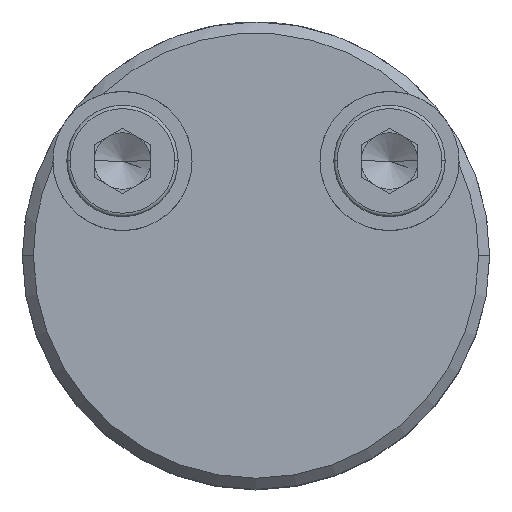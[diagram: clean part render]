
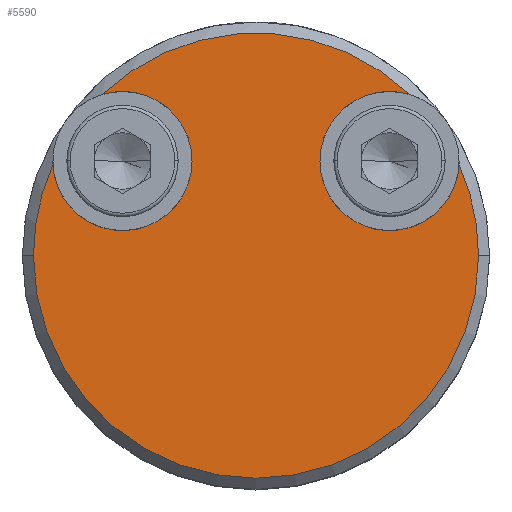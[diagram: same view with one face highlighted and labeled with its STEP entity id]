
A CAD part, top view. The second image highlights one B-rep face of the part: STEP entity #5590.
In plain terms, the highlighted planar face has unit normal (0, 0, 1).
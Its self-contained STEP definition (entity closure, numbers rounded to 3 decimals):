
#234 = DIRECTION ( 'NONE',  ( 1., 0., 0. ) ) ;
#408 = DIRECTION ( 'NONE',  ( -1., 0., 0. ) ) ;
#424 = VERTEX_POINT ( 'NONE', #6852 ) ;
#517 = CIRCLE ( 'NONE', #3042, 6.25 ) ;
#675 = DIRECTION ( 'NONE',  ( 0., 0., 1. ) ) ;
#996 = CARTESIAN_POINT ( 'NONE',  ( 0., 0., 35. ) ) ;
#1007 = DIRECTION ( 'NONE',  ( 0., 0., 1. ) ) ;
#1031 = ORIENTED_EDGE ( 'NONE', *, *, #8603, .F. ) ;
#1055 = EDGE_CURVE ( 'NONE', #3759, #2285, #517, .T. ) ;
#1074 = ORIENTED_EDGE ( 'NONE', *, *, #3629, .T. ) ;
#1233 = ORIENTED_EDGE ( 'NONE', *, *, #9008, .T. ) ;
#1337 = VERTEX_POINT ( 'NONE', #2330 ) ;
#1382 = VERTEX_POINT ( 'NONE', #2779 ) ;
#1597 = DIRECTION ( 'NONE',  ( -1., 0., 0. ) ) ;
#1656 = DIRECTION ( 'NONE',  ( 1., 0., 0. ) ) ;
#1706 = DIRECTION ( 'NONE',  ( -1., 0., 0. ) ) ;
#1996 = CIRCLE ( 'NONE', #7153, 20. ) ;
#2285 = VERTEX_POINT ( 'NONE', #8710 ) ;
#2330 = CARTESIAN_POINT ( 'NONE',  ( 13.786, 14.489, 35. ) ) ;
#2418 = CARTESIAN_POINT ( 'NONE',  ( 0., 0., 35. ) ) ;
#2426 = DIRECTION ( 'NONE',  ( 0., 0., 1. ) ) ;
#2656 = AXIS2_PLACEMENT_3D ( 'NONE', #8394, #8487, #4995 ) ;
#2699 = ORIENTED_EDGE ( 'NONE', *, *, #1055, .F. ) ;
#2779 = CARTESIAN_POINT ( 'NONE',  ( 20., 0., 35. ) ) ;
#2915 = AXIS2_PLACEMENT_3D ( 'NONE', #8019, #5034, #6598 ) ;
#2932 = CARTESIAN_POINT ( 'NONE',  ( 0., 0., 35. ) ) ;
#3042 = AXIS2_PLACEMENT_3D ( 'NONE', #4525, #1007, #1656 ) ;
#3629 = EDGE_CURVE ( 'NONE', #1337, #424, #1996, .T. ) ;
#3703 = ORIENTED_EDGE ( 'NONE', *, *, #4523, .T. ) ;
#3753 = CIRCLE ( 'NONE', #7856, 6.25 ) ;
#3759 = VERTEX_POINT ( 'NONE', #8177 ) ;
#3900 = EDGE_CURVE ( 'NONE', #1337, #3759, #8632, .T. ) ;
#3902 = EDGE_CURVE ( 'NONE', #6281, #1382, #4378, .T. ) ;
#3914 = CARTESIAN_POINT ( 'NONE',  ( 0., 0., 35. ) ) ;
#3960 = AXIS2_PLACEMENT_3D ( 'NONE', #3914, #6723, #408 ) ;
#4043 = AXIS2_PLACEMENT_3D ( 'NONE', #5762, #5855, #5898 ) ;
#4071 = VERTEX_POINT ( 'NONE', #8799 ) ;
#4335 = AXIS2_PLACEMENT_3D ( 'NONE', #2418, #5147, #1597 ) ;
#4368 = CARTESIAN_POINT ( 'NONE',  ( -5.75, 8.5, 35. ) ) ;
#4378 = CIRCLE ( 'NONE', #5247, 20. ) ;
#4523 = EDGE_CURVE ( 'NONE', #4071, #6281, #5876, .T. ) ;
#4525 = CARTESIAN_POINT ( 'NONE',  ( 12., 8.5, 35. ) ) ;
#4536 = ORIENTED_EDGE ( 'NONE', *, *, #3902, .T. ) ;
#4995 = DIRECTION ( 'NONE',  ( -1., 0., 0. ) ) ;
#5034 = DIRECTION ( 'NONE',  ( 0., 0., 1. ) ) ;
#5147 = DIRECTION ( 'NONE',  ( 0., 0., 1. ) ) ;
#5180 = CARTESIAN_POINT ( 'NONE',  ( -20., 0., 35. ) ) ;
#5247 = AXIS2_PLACEMENT_3D ( 'NONE', #2932, #675, #1706 ) ;
#5590 = ADVANCED_FACE ( 'NONE', ( #5679 ), #7027, .F. ) ;
#5679 = FACE_OUTER_BOUND ( 'NONE', #8992, .T. ) ;
#5762 = CARTESIAN_POINT ( 'NONE',  ( -12., 8.5, 35. ) ) ;
#5855 = DIRECTION ( 'NONE',  ( 0., 0., 1. ) ) ;
#5876 = CIRCLE ( 'NONE', #3960, 20. ) ;
#5898 = DIRECTION ( 'NONE',  ( 1., 0., 0. ) ) ;
#6035 = EDGE_CURVE ( 'NONE', #4071, #8806, #3753, .T. ) ;
#6281 = VERTEX_POINT ( 'NONE', #5180 ) ;
#6598 = DIRECTION ( 'NONE',  ( 1., 0., 0. ) ) ;
#6723 = DIRECTION ( 'NONE',  ( 0., 0., 1. ) ) ;
#6852 = CARTESIAN_POINT ( 'NONE',  ( -13.786, 14.489, 35. ) ) ;
#7027 = PLANE ( 'NONE',  #2656 ) ;
#7133 = CIRCLE ( 'NONE', #4335, 20. ) ;
#7153 = AXIS2_PLACEMENT_3D ( 'NONE', #996, #2426, #8726 ) ;
#7699 = ORIENTED_EDGE ( 'NONE', *, *, #6035, .F. ) ;
#7856 = AXIS2_PLACEMENT_3D ( 'NONE', #7883, #8569, #234 ) ;
#7883 = CARTESIAN_POINT ( 'NONE',  ( -12., 8.5, 35. ) ) ;
#8019 = CARTESIAN_POINT ( 'NONE',  ( 12., 8.5, 35. ) ) ;
#8177 = CARTESIAN_POINT ( 'NONE',  ( 5.75, 8.5, 35. ) ) ;
#8394 = CARTESIAN_POINT ( 'NONE',  ( 0., 0., 35. ) ) ;
#8487 = DIRECTION ( 'NONE',  ( 0., 0., -1. ) ) ;
#8569 = DIRECTION ( 'NONE',  ( 0., 0., 1. ) ) ;
#8595 = CIRCLE ( 'NONE', #4043, 6.25 ) ;
#8603 = EDGE_CURVE ( 'NONE', #8806, #424, #8595, .T. ) ;
#8632 = CIRCLE ( 'NONE', #2915, 6.25 ) ;
#8710 = CARTESIAN_POINT ( 'NONE',  ( 18.243, 8.198, 35. ) ) ;
#8726 = DIRECTION ( 'NONE',  ( -1., 0., 0. ) ) ;
#8799 = CARTESIAN_POINT ( 'NONE',  ( -18.243, 8.198, 35. ) ) ;
#8806 = VERTEX_POINT ( 'NONE', #4368 ) ;
#8818 = ORIENTED_EDGE ( 'NONE', *, *, #3900, .F. ) ;
#8992 = EDGE_LOOP ( 'NONE', ( #7699, #3703, #4536, #1233, #2699, #8818, #1074, #1031 ) ) ;
#9008 = EDGE_CURVE ( 'NONE', #1382, #2285, #7133, .T. ) ;
